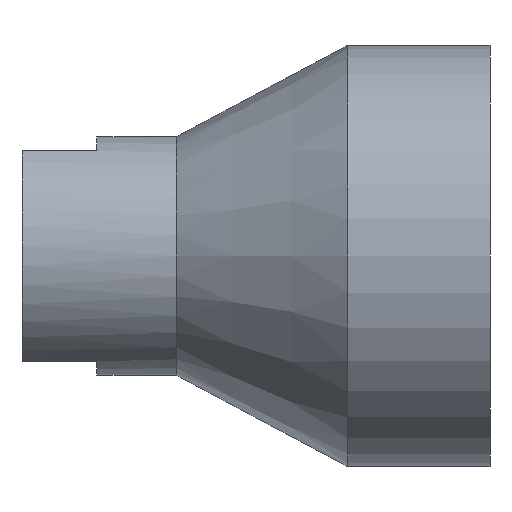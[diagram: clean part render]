
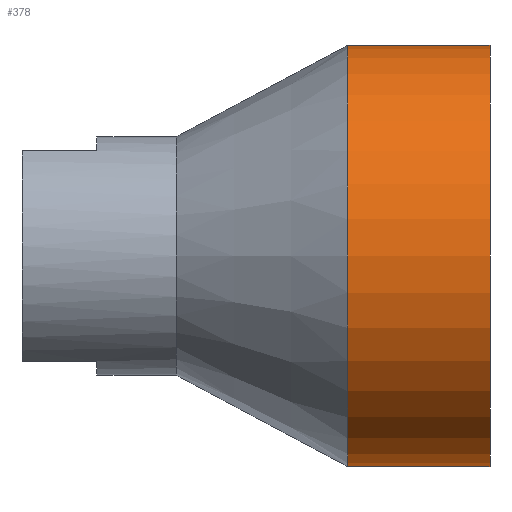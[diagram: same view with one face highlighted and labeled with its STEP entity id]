
A CAD part, front view. The second image highlights one B-rep face of the part: STEP entity #378.
In plain terms, the highlighted cylindrical face has radius 22.5 mm (diameter 45 mm), a partial arc.
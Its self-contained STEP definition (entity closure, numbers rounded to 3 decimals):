
#16 = LINE ( 'NONE', #435, #579 ) ;
#17 = VECTOR ( 'NONE', #211, 1000. ) ;
#46 = CIRCLE ( 'NONE', #670, 22.5 ) ;
#50 = CARTESIAN_POINT ( 'NONE',  ( -30.568, 0., -22.5 ) ) ;
#74 = DIRECTION ( 'NONE',  ( 0., 0., 1. ) ) ;
#88 = DIRECTION ( 'NONE',  ( -1., 0., 0. ) ) ;
#101 = CARTESIAN_POINT ( 'NONE',  ( -45.757, 0., 22.5 ) ) ;
#128 = CARTESIAN_POINT ( 'NONE',  ( -98.6, 0., 0. ) ) ;
#205 = AXIS2_PLACEMENT_3D ( 'NONE', #128, #329, #74 ) ;
#211 = DIRECTION ( 'NONE',  ( -1., 0., 0. ) ) ;
#220 = CARTESIAN_POINT ( 'NONE',  ( -98.6, 0., 22.5 ) ) ;
#229 = FACE_OUTER_BOUND ( 'NONE', #679, .T. ) ;
#295 = CARTESIAN_POINT ( 'NONE',  ( -45.757, 0., -22.5 ) ) ;
#323 = CIRCLE ( 'NONE', #653, 22.5 ) ;
#329 = DIRECTION ( 'NONE',  ( -1., 0., 0. ) ) ;
#330 = ORIENTED_EDGE ( 'NONE', *, *, #597, .T. ) ;
#334 = CARTESIAN_POINT ( 'NONE',  ( -45.757, 0., 0. ) ) ;
#351 = ORIENTED_EDGE ( 'NONE', *, *, #609, .T. ) ;
#371 = EDGE_CURVE ( 'NONE', #553, #542, #323, .T. ) ;
#378 = ADVANCED_FACE ( 'NONE', ( #229 ), #381, .T. ) ;
#381 = CYLINDRICAL_SURFACE ( 'NONE', #205, 22.5 ) ;
#387 = VERTEX_POINT ( 'NONE', #544 ) ;
#435 = CARTESIAN_POINT ( 'NONE',  ( -98.6, 0., -22.5 ) ) ;
#440 = DIRECTION ( 'NONE',  ( 0., 0., 1. ) ) ;
#468 = DIRECTION ( 'NONE',  ( 0., 0., 1. ) ) ;
#485 = ORIENTED_EDGE ( 'NONE', *, *, #371, .F. ) ;
#541 = DIRECTION ( 'NONE',  ( -1., 0., 0. ) ) ;
#542 = VERTEX_POINT ( 'NONE', #101 ) ;
#544 = CARTESIAN_POINT ( 'NONE',  ( -30.568, 0., 22.5 ) ) ;
#553 = VERTEX_POINT ( 'NONE', #295 ) ;
#579 = VECTOR ( 'NONE', #541, 1000. ) ;
#580 = DIRECTION ( 'NONE',  ( -1., 0., 0. ) ) ;
#582 = VERTEX_POINT ( 'NONE', #50 ) ;
#597 = EDGE_CURVE ( 'NONE', #387, #542, #680, .T. ) ;
#609 = EDGE_CURVE ( 'NONE', #582, #387, #46, .T. ) ;
#637 = ORIENTED_EDGE ( 'NONE', *, *, #643, .F. ) ;
#643 = EDGE_CURVE ( 'NONE', #582, #553, #16, .T. ) ;
#653 = AXIS2_PLACEMENT_3D ( 'NONE', #334, #88, #440 ) ;
#670 = AXIS2_PLACEMENT_3D ( 'NONE', #685, #580, #468 ) ;
#679 = EDGE_LOOP ( 'NONE', ( #637, #351, #330, #485 ) ) ;
#680 = LINE ( 'NONE', #220, #17 ) ;
#685 = CARTESIAN_POINT ( 'NONE',  ( -30.568, 0., 0. ) ) ;
